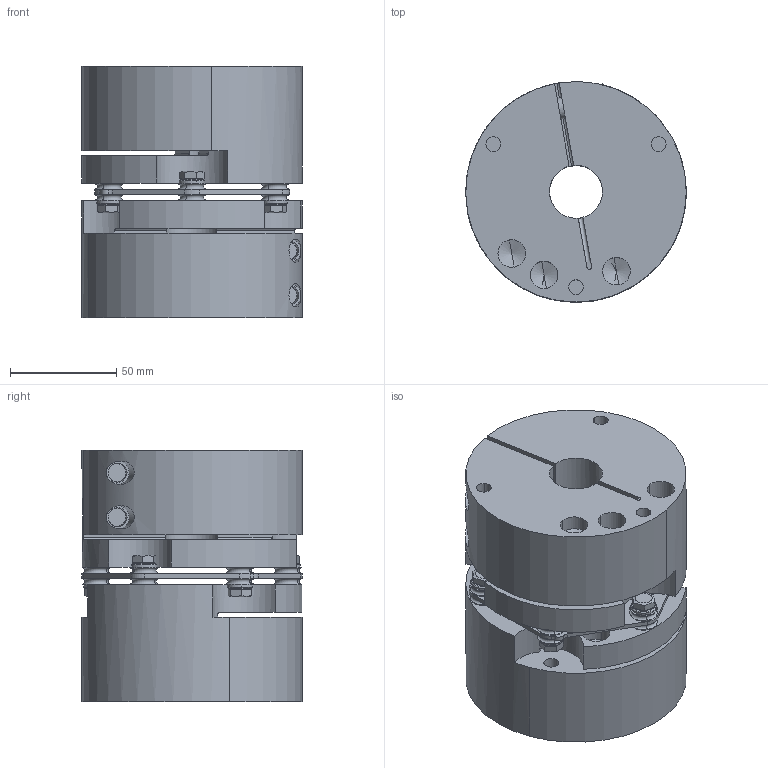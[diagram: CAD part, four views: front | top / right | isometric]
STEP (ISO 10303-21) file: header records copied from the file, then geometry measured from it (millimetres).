
FILE_DESCRIPTION((''),'2;1');
FILE_NAME('ROBA-DS__SIZE_40_TYPE_950_550','2021-06-03T11:47:50',('procad'),('Chr. Mayr GmbH + Co. KG'),'CREO PARAMETRIC BY PTC INC, 2019471','CREO PARAMETRIC BY PTC INC, 2019471','');
FILE_SCHEMA(('CONFIG_CONTROL_DESIGN','SHAPE_APPEARANCE_LAYERS_GROUPS'));
Length unit declared in the file: millimetre
Products named in the file (1): ROBA-DS__SIZE_40_TYPE_950_550
Bounding box: 104 x 104 x 118.4 mm (x, y, z)
Volume: 781121.3 mm3; surface area: 131416.4 mm2
Topology: 1 solids, 1 shells, 471 faces, 1055 edges, 626 vertices
Faces by surface type: cylinder 191, plane 158, cone 88, torus 34
Entity records: 18076 total; most frequent: CARTESIAN_POINT 4219, DIRECTION 2353, ORIENTED_EDGE 2062, EDGE_CURVE 1031, AXIS2_PLACEMENT_3D 951, VERTEX_POINT 626, EDGE_LOOP 569, CIRCLE 480
